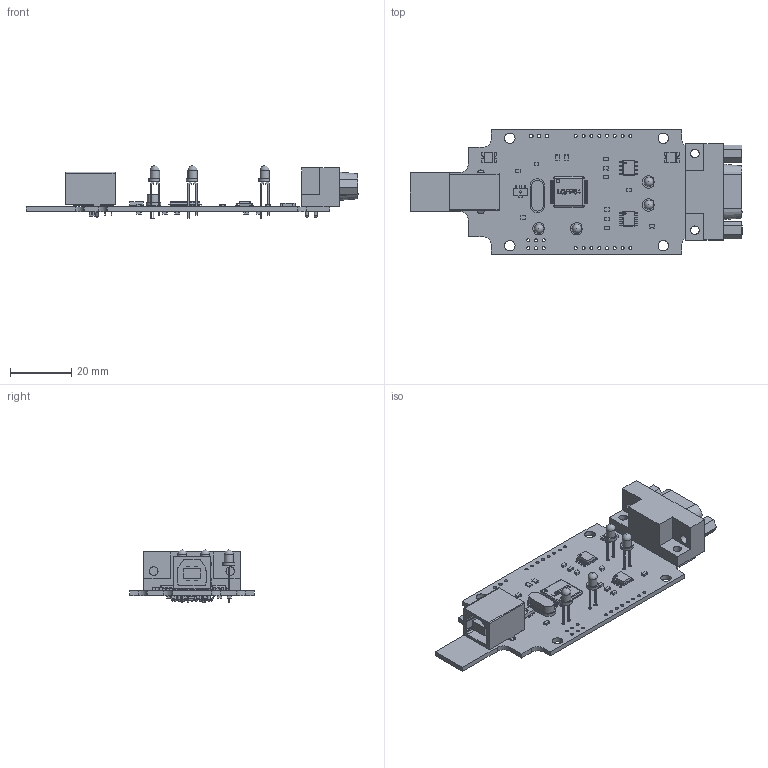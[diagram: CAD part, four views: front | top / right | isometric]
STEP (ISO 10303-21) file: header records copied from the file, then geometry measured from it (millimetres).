
FILE_DESCRIPTION(/* description */ (''),/* implementation_level */ '2;1');
FILE_NAME(/* name */ 'USBcanRS485 v1.step',/* time_stamp */ '2019-01-16T16:25:17+03:00',/* author */ (''),/* organization */ (''),/* preprocessor_version */ 'ST-DEVELOPER v17.2',/* originating_system */ 'Autodesk Translation Framework v7.6.0.251',/* authorisation */ '');
FILE_SCHEMA (('AUTOMOTIVE_DESIGN { 1 0 10303 214 3 1 1 }'));
Length unit declared in the file: millimetre
Products named in the file (24): USBcanRS485; LED_3mm; SOLID; USB_B; SOLID (1); DSUB-9_Female; SOLID (2); SOT-23-6; SOLID (3); Res_0805; SOLID (5); SOIC-8_3.9x4.9mm_P1; SOLID (6); SOT-89-3; SOLID (7); LQFP-64-1; SOLID (8); Rezonator_RK456MDY; SOLID (10); CAP_0603; SOLID (4); Fuse_1812; SOLID (11); COMPOUND
Assembly tree (47 placements, depth 3):
  USBcanRS485
    LED_3mm  x4
      SOLID
    USB_B
      SOLID (1)
    DSUB-9_Female
      SOLID (2)
    SOT-23-6
      SOLID (3)
    CAP_0603  x19
      SOLID (4)
    Res_0805  x2
      SOLID (5)
    SOIC-8_3.9x4.9mm_P1  x2
      SOLID (6)
    SOT-89-3
      SOLID (7)
    LQFP-64-1
      SOLID (8)
    Rezonator_RK456MDY
      SOLID (10)
    Fuse_1812  x2
      SOLID (11)
    COMPOUND
Bounding box: 108.13 x 40.5 x 17.05 mm (x, y, z)
Volume: 11732.1 mm3; surface area: 13364.9 mm2
Topology: 36 solids, 36 shells, 1798 faces, 4828 edges, 3149 vertices
Faces by surface type: plane 1390, cylinder 346, bspline 35, sphere 13, cone 13, torus 1
Full cylindrical faces by diameter (mm): 0.5 x2, 0.6 x2, 0.7 x1, 0.8 x4, 1 x60, 1.2 x3, 2.3 x2, 2.8 x6, 3 x4, 3.2 x2, 3.4 x4
Entity records: 44467 total; most frequent: CARTESIAN_POINT 9198, ORIENTED_EDGE 7004, DIRECTION 6855, EDGE_CURVE 3502, LINE 2653, VECTOR 2653, VERTEX_POINT 2292, AXIS2_PLACEMENT_3D 2101
